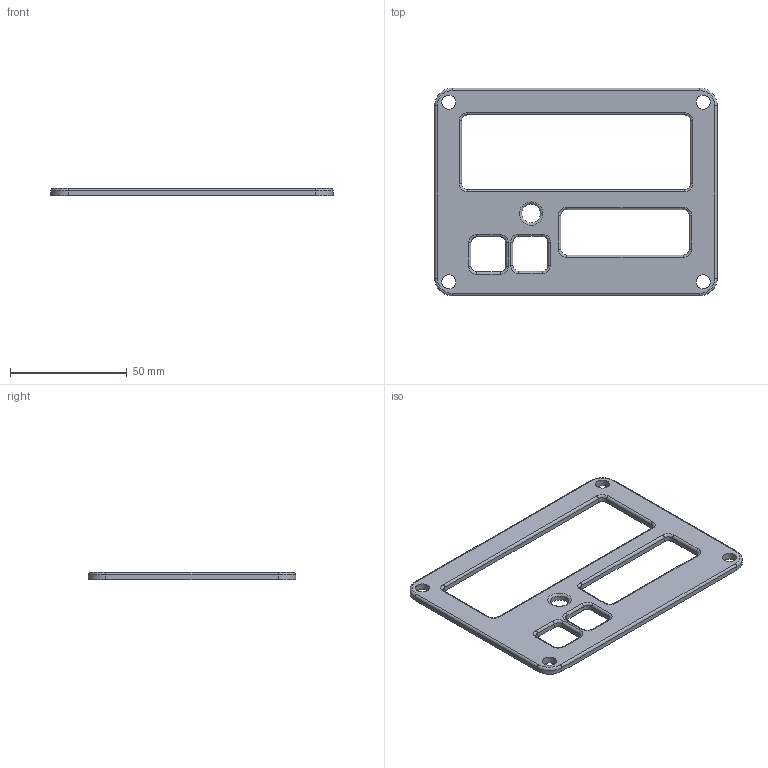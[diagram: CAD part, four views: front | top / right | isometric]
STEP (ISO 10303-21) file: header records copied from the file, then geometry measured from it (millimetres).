
FILE_DESCRIPTION(/* description */ (''),/* implementation_level */ '2;1');
FILE_NAME(/* name */ 'Top.step',/* time_stamp */ '2025-08-19T19:36:14+10:00',/* author */ (''),/* organization */ (''),/* preprocessor_version */ 'ST-DEVELOPER v20.1',/* originating_system */ 'Autodesk Translation Framework v14.10.0.0',/* authorisation */ '');
FILE_SCHEMA (('AUTOMOTIVE_DESIGN { 1 0 10303 214 3 1 1 }'));
Length unit declared in the file: millimetre
Products named in the file (1): Top
Bounding box: 121 x 89 x 3 mm (x, y, z)
Volume: 17557.1 mm3; surface area: 14495.7 mm2
Topology: 1 solids, 1 shells, 88 faces, 217 edges, 131 vertices
Faces by surface type: cylinder 45, plane 22, torus 21
Full cylindrical faces by diameter (mm): 6 x4, 8 x1
Entity records: 2674 total; most frequent: DIRECTION 507, CARTESIAN_POINT 437, ORIENTED_EDGE 434, EDGE_CURVE 217, AXIS2_PLACEMENT_3D 201, VERTEX_POINT 131, CIRCLE 112, EDGE_LOOP 106
